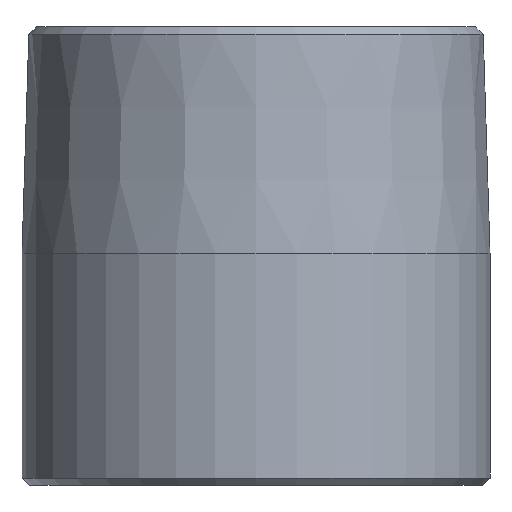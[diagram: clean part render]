
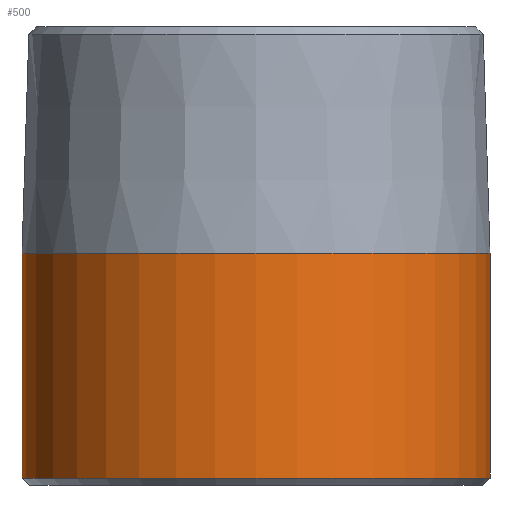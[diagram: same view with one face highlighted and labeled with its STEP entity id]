
A CAD part, front view. The second image highlights one B-rep face of the part: STEP entity #500.
In plain terms, the highlighted cylindrical face has radius 21.082 mm (diameter 42.164 mm), a partial arc.
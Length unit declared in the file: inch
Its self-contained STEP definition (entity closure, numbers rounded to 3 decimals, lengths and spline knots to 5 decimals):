
#10 = DIRECTION ( 'NONE',  ( 0., 0., 1. ) ) ;
#29 = CIRCLE ( 'NONE', #150, 0.83 ) ;
#39 = CYLINDRICAL_SURFACE ( 'NONE', #408, 0.83 ) ;
#56 = CARTESIAN_POINT ( 'NONE',  ( -0.83, 0., 0.025 ) ) ;
#59 = CARTESIAN_POINT ( 'NONE',  ( 0., 0., 0.025 ) ) ;
#69 = CARTESIAN_POINT ( 'NONE',  ( 0.83, 0., 1.625 ) ) ;
#103 = DIRECTION ( 'NONE',  ( 0., 0., -1. ) ) ;
#113 = DIRECTION ( 'NONE',  ( -1., 0., 0. ) ) ;
#114 = EDGE_CURVE ( 'NONE', #262, #240, #29, .T. ) ;
#132 = VERTEX_POINT ( 'NONE', #274 ) ;
#137 = CARTESIAN_POINT ( 'NONE',  ( -0.83, 0., 0.8225 ) ) ;
#145 = LINE ( 'NONE', #69, #343 ) ;
#150 = AXIS2_PLACEMENT_3D ( 'NONE', #498, #388, #283 ) ;
#170 = DIRECTION ( 'NONE',  ( 1., 0., 0. ) ) ;
#218 = ORIENTED_EDGE ( 'NONE', *, *, #454, .F. ) ;
#225 = DIRECTION ( 'NONE',  ( 0., 0., -1. ) ) ;
#240 = VERTEX_POINT ( 'NONE', #137 ) ;
#247 = FACE_OUTER_BOUND ( 'NONE', #253, .T. ) ;
#248 = ORIENTED_EDGE ( 'NONE', *, *, #114, .T. ) ;
#253 = EDGE_LOOP ( 'NONE', ( #218, #248, #427, #349 ) ) ;
#262 = VERTEX_POINT ( 'NONE', #324 ) ;
#274 = CARTESIAN_POINT ( 'NONE',  ( 0.83, 0., 0.025 ) ) ;
#283 = DIRECTION ( 'NONE',  ( -1., 0., 0. ) ) ;
#308 = CIRCLE ( 'NONE', #447, 0.83 ) ;
#319 = VERTEX_POINT ( 'NONE', #56 ) ;
#324 = CARTESIAN_POINT ( 'NONE',  ( 0.83, 0., 0.8225 ) ) ;
#340 = EDGE_CURVE ( 'NONE', #319, #132, #308, .T. ) ;
#343 = VECTOR ( 'NONE', #225, 39.37008 ) ;
#349 = ORIENTED_EDGE ( 'NONE', *, *, #340, .T. ) ;
#351 = EDGE_CURVE ( 'NONE', #240, #319, #473, .T. ) ;
#366 = CARTESIAN_POINT ( 'NONE',  ( -0.83, 0., 1.625 ) ) ;
#388 = DIRECTION ( 'NONE',  ( 0., 0., -1. ) ) ;
#408 = AXIS2_PLACEMENT_3D ( 'NONE', #499, #463, #113 ) ;
#427 = ORIENTED_EDGE ( 'NONE', *, *, #351, .T. ) ;
#447 = AXIS2_PLACEMENT_3D ( 'NONE', #59, #10, #170 ) ;
#454 = EDGE_CURVE ( 'NONE', #262, #132, #145, .T. ) ;
#463 = DIRECTION ( 'NONE',  ( 0., 0., -1. ) ) ;
#473 = LINE ( 'NONE', #366, #486 ) ;
#486 = VECTOR ( 'NONE', #103, 39.37008 ) ;
#498 = CARTESIAN_POINT ( 'NONE',  ( 0., 0., 0.8225 ) ) ;
#499 = CARTESIAN_POINT ( 'NONE',  ( 0., 0., 1.625 ) ) ;
#500 = ADVANCED_FACE ( 'NONE', ( #247 ), #39, .T. ) ;
